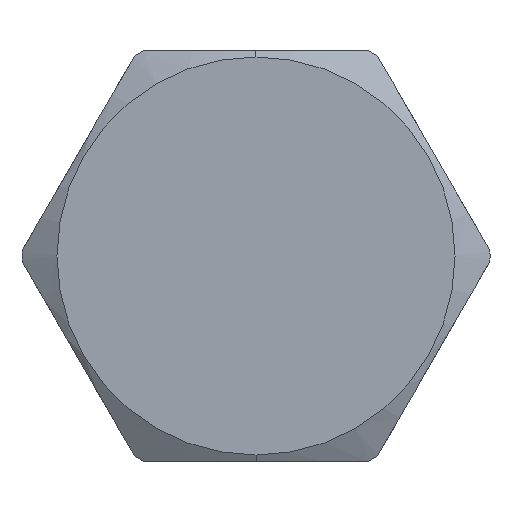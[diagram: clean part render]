
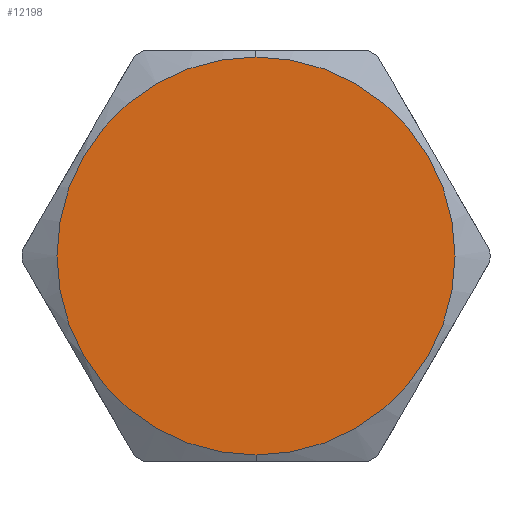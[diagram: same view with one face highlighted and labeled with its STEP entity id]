
A CAD part, left-side view. The second image highlights one B-rep face of the part: STEP entity #12198.
In plain terms, the highlighted planar face has unit normal (-1, 0, 0).
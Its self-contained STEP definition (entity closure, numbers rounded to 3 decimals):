
#582 = DIRECTION ( 'NONE',  ( 0., 0., 1. ) ) ;
#1727 = CARTESIAN_POINT ( 'NONE',  ( 0., 0., 0. ) ) ;
#2214 = CIRCLE ( 'NONE', #9350, 16.968 ) ;
#2837 = CIRCLE ( 'NONE', #7901, 16.968 ) ;
#2933 = EDGE_CURVE ( 'NONE', #3657, #3124, #2837, .T. ) ;
#3124 = VERTEX_POINT ( 'NONE', #12745 ) ;
#3275 = ORIENTED_EDGE ( 'NONE', *, *, #2933, .T. ) ;
#3657 = VERTEX_POINT ( 'NONE', #12726 ) ;
#4430 = DIRECTION ( 'NONE',  ( -1., 0., 0. ) ) ;
#5564 = PLANE ( 'NONE',  #12113 ) ;
#5811 = ORIENTED_EDGE ( 'NONE', *, *, #9005, .T. ) ;
#6274 = DIRECTION ( 'NONE',  ( -1., 0., 0. ) ) ;
#6955 = DIRECTION ( 'NONE',  ( 1., 0., 0. ) ) ;
#7896 = DIRECTION ( 'NONE',  ( 0., 0., 1. ) ) ;
#7901 = AXIS2_PLACEMENT_3D ( 'NONE', #11536, #4430, #7896 ) ;
#9005 = EDGE_CURVE ( 'NONE', #3124, #3657, #2214, .T. ) ;
#9350 = AXIS2_PLACEMENT_3D ( 'NONE', #1727, #6274, #582 ) ;
#10569 = DIRECTION ( 'NONE',  ( 0., 0., -1. ) ) ;
#11536 = CARTESIAN_POINT ( 'NONE',  ( 0., 0., 0. ) ) ;
#11601 = FACE_OUTER_BOUND ( 'NONE', #14431, .T. ) ;
#12113 = AXIS2_PLACEMENT_3D ( 'NONE', #14087, #6955, #10569 ) ;
#12198 = ADVANCED_FACE ( 'NONE', ( #11601 ), #5564, .F. ) ;
#12726 = CARTESIAN_POINT ( 'NONE',  ( 0., 0., -16.968 ) ) ;
#12745 = CARTESIAN_POINT ( 'NONE',  ( 0., 0., 16.968 ) ) ;
#14087 = CARTESIAN_POINT ( 'NONE',  ( 0., 0., 0. ) ) ;
#14431 = EDGE_LOOP ( 'NONE', ( #3275, #5811 ) ) ;
